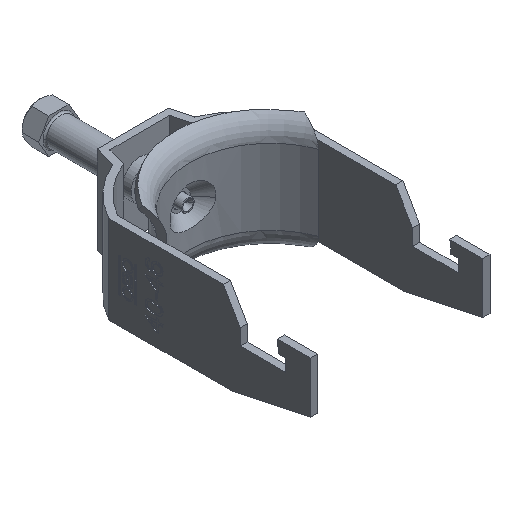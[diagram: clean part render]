
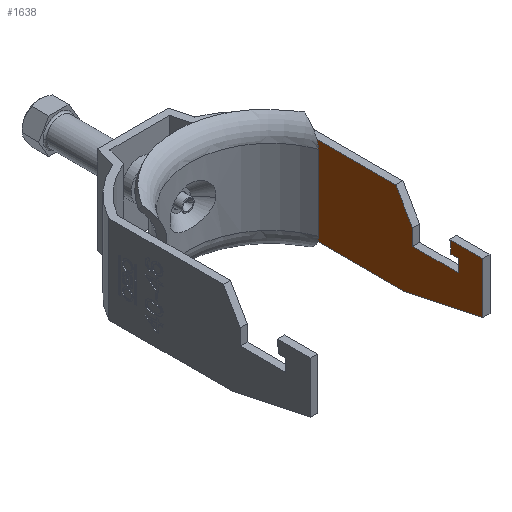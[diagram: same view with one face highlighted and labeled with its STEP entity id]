
A CAD part, isometric view. The second image highlights one B-rep face of the part: STEP entity #1638.
In plain terms, the highlighted planar face has unit normal (-1, 0, 0).
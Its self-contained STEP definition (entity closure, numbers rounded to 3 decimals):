
#85 = ORIENTED_EDGE ( 'NONE', *, *, #10400, .T. ) ;
#100 = DIRECTION ( 'NONE',  ( 0., 0., 1. ) ) ;
#122 = DIRECTION ( 'NONE',  ( 0., 0., 1. ) ) ;
#154 = VECTOR ( 'NONE', #250, 1000. ) ;
#202 = VERTEX_POINT ( 'NONE', #1452 ) ;
#225 = LINE ( 'NONE', #1078, #4162 ) ;
#250 = DIRECTION ( 'NONE',  ( 0., -0.087, -0.996 ) ) ;
#363 = CARTESIAN_POINT ( 'NONE',  ( 23.5, -68.639, -16.556 ) ) ;
#404 = DIRECTION ( 'NONE',  ( 0., -1., 0. ) ) ;
#590 = LINE ( 'NONE', #7822, #1783 ) ;
#774 = CARTESIAN_POINT ( 'NONE',  ( 23.5, -76., 6.75 ) ) ;
#780 = VERTEX_POINT ( 'NONE', #1962 ) ;
#917 = VERTEX_POINT ( 'NONE', #8006 ) ;
#986 = CARTESIAN_POINT ( 'NONE',  ( 23.5, -115., -0.25 ) ) ;
#1078 = CARTESIAN_POINT ( 'NONE',  ( 23.5, -115., 3.25 ) ) ;
#1452 = CARTESIAN_POINT ( 'NONE',  ( 23.5, -19.205, -12.5 ) ) ;
#1459 = EDGE_CURVE ( 'NONE', #780, #4337, #10660, .T. ) ;
#1596 = EDGE_CURVE ( 'NONE', #4337, #4208, #3507, .T. ) ;
#1638 = ADVANCED_FACE ( 'NONE', ( #1847 ), #9261, .T. ) ;
#1756 = LINE ( 'NONE', #9948, #2503 ) ;
#1783 = VECTOR ( 'NONE', #9685, 1000. ) ;
#1847 = FACE_OUTER_BOUND ( 'NONE', #10223, .T. ) ;
#1962 = CARTESIAN_POINT ( 'NONE',  ( 23.5, -53.761, -12.5 ) ) ;
#1965 = VERTEX_POINT ( 'NONE', #6478 ) ;
#1986 = CARTESIAN_POINT ( 'NONE',  ( 23.5, -19.205, -12.5 ) ) ;
#2483 = VECTOR ( 'NONE', #7826, 1000. ) ;
#2497 = LINE ( 'NONE', #8943, #5325 ) ;
#2503 = VECTOR ( 'NONE', #11537, 1000. ) ;
#2672 = EDGE_CURVE ( 'NONE', #5643, #3632, #9964, .T. ) ;
#2857 = CARTESIAN_POINT ( 'NONE',  ( 23.5, -76., -12.5 ) ) ;
#3307 = DIRECTION ( 'NONE',  ( 0., 0.5, 0.866 ) ) ;
#3507 = LINE ( 'NONE', #2857, #9753 ) ;
#3632 = VERTEX_POINT ( 'NONE', #6958 ) ;
#3655 = CARTESIAN_POINT ( 'NONE',  ( 23.5, -56., 4.25 ) ) ;
#3861 = ORIENTED_EDGE ( 'NONE', *, *, #5021, .F. ) ;
#3989 = VECTOR ( 'NONE', #8013, 1000. ) ;
#4121 = EDGE_CURVE ( 'NONE', #11700, #10971, #590, .T. ) ;
#4162 = VECTOR ( 'NONE', #404, 1000. ) ;
#4208 = VERTEX_POINT ( 'NONE', #774 ) ;
#4337 = VERTEX_POINT ( 'NONE', #9198 ) ;
#4411 = CARTESIAN_POINT ( 'NONE',  ( 23.5, -66.906, 3.25 ) ) ;
#4588 = DIRECTION ( 'NONE',  ( 0., 1., 0. ) ) ;
#5021 = EDGE_CURVE ( 'NONE', #202, #3632, #11278, .T. ) ;
#5325 = VECTOR ( 'NONE', #11669, 1000. ) ;
#5368 = CARTESIAN_POINT ( 'NONE',  ( 23.5, -51.237, 12.5 ) ) ;
#5458 = DIRECTION ( 'NONE',  ( 0., 1., 0. ) ) ;
#5516 = VECTOR ( 'NONE', #122, 1000. ) ;
#5643 = VERTEX_POINT ( 'NONE', #5368 ) ;
#5694 = ORIENTED_EDGE ( 'NONE', *, *, #1596, .T. ) ;
#6470 = VECTOR ( 'NONE', #3307, 1000. ) ;
#6478 = CARTESIAN_POINT ( 'NONE',  ( 23.5, -69., -0.25 ) ) ;
#6651 = VECTOR ( 'NONE', #4588, 1000. ) ;
#6663 = EDGE_CURVE ( 'NONE', #1965, #11700, #9735, .T. ) ;
#6958 = CARTESIAN_POINT ( 'NONE',  ( 23.5, -19.205, 12.5 ) ) ;
#7010 = LINE ( 'NONE', #7862, #6470 ) ;
#7158 = CARTESIAN_POINT ( 'NONE',  ( 23.5, -115., -12.5 ) ) ;
#7542 = CARTESIAN_POINT ( 'NONE',  ( 23.5, -56., -0.25 ) ) ;
#7736 = EDGE_CURVE ( 'NONE', #10971, #5643, #7010, .T. ) ;
#7822 = CARTESIAN_POINT ( 'NONE',  ( 23.5, -56., -12.5 ) ) ;
#7826 = DIRECTION ( 'NONE',  ( 0., 1., 0. ) ) ;
#7862 = CARTESIAN_POINT ( 'NONE',  ( 23.5, -78.003, -33.86 ) ) ;
#7959 = ORIENTED_EDGE ( 'NONE', *, *, #7736, .T. ) ;
#8006 = CARTESIAN_POINT ( 'NONE',  ( 23.5, -66.6, 6.75 ) ) ;
#8013 = DIRECTION ( 'NONE',  ( 0., -0.978, 0.208 ) ) ;
#8048 = DIRECTION ( 'NONE',  ( 0., 1., 0. ) ) ;
#8071 = EDGE_CURVE ( 'NONE', #917, #8990, #8446, .T. ) ;
#8095 = VECTOR ( 'NONE', #8048, 1000. ) ;
#8446 = LINE ( 'NONE', #363, #154 ) ;
#8804 = ORIENTED_EDGE ( 'NONE', *, *, #8071, .T. ) ;
#8943 = CARTESIAN_POINT ( 'NONE',  ( 23.5, -69., -12.5 ) ) ;
#8963 = ORIENTED_EDGE ( 'NONE', *, *, #9895, .F. ) ;
#8971 = ORIENTED_EDGE ( 'NONE', *, *, #9334, .T. ) ;
#8974 = VERTEX_POINT ( 'NONE', #11711 ) ;
#8990 = VERTEX_POINT ( 'NONE', #4411 ) ;
#9177 = AXIS2_PLACEMENT_3D ( 'NONE', #7158, #10835, #5458 ) ;
#9198 = CARTESIAN_POINT ( 'NONE',  ( 23.5, -76., -7.773 ) ) ;
#9261 = PLANE ( 'NONE',  #9177 ) ;
#9334 = EDGE_CURVE ( 'NONE', #8990, #8974, #225, .T. ) ;
#9582 = CARTESIAN_POINT ( 'NONE',  ( 23.5, -115., -12.5 ) ) ;
#9685 = DIRECTION ( 'NONE',  ( 0., 0., 1. ) ) ;
#9735 = LINE ( 'NONE', #986, #6651 ) ;
#9753 = VECTOR ( 'NONE', #100, 1000. ) ;
#9871 = CARTESIAN_POINT ( 'NONE',  ( 23.5, -112.353, -0.046 ) ) ;
#9895 = EDGE_CURVE ( 'NONE', #780, #202, #11626, .T. ) ;
#9948 = CARTESIAN_POINT ( 'NONE',  ( 23.5, -115., 6.75 ) ) ;
#9964 = LINE ( 'NONE', #11834, #8095 ) ;
#10027 = ORIENTED_EDGE ( 'NONE', *, *, #2672, .T. ) ;
#10223 = EDGE_LOOP ( 'NONE', ( #8963, #11333, #5694, #10980, #8804, #8971, #85, #11132, #11015, #7959, #10027, #3861 ) ) ;
#10400 = EDGE_CURVE ( 'NONE', #8974, #1965, #2497, .T. ) ;
#10660 = LINE ( 'NONE', #9871, #3989 ) ;
#10835 = DIRECTION ( 'NONE',  ( -1., 0., 0. ) ) ;
#10971 = VERTEX_POINT ( 'NONE', #3655 ) ;
#10980 = ORIENTED_EDGE ( 'NONE', *, *, #11335, .T. ) ;
#11015 = ORIENTED_EDGE ( 'NONE', *, *, #4121, .T. ) ;
#11132 = ORIENTED_EDGE ( 'NONE', *, *, #6663, .T. ) ;
#11278 = LINE ( 'NONE', #1986, #5516 ) ;
#11333 = ORIENTED_EDGE ( 'NONE', *, *, #1459, .T. ) ;
#11335 = EDGE_CURVE ( 'NONE', #4208, #917, #1756, .T. ) ;
#11537 = DIRECTION ( 'NONE',  ( 0., 1., 0. ) ) ;
#11626 = LINE ( 'NONE', #9582, #2483 ) ;
#11669 = DIRECTION ( 'NONE',  ( 0., 0., -1. ) ) ;
#11700 = VERTEX_POINT ( 'NONE', #7542 ) ;
#11711 = CARTESIAN_POINT ( 'NONE',  ( 23.5, -69., 3.25 ) ) ;
#11834 = CARTESIAN_POINT ( 'NONE',  ( 23.5, -115., 12.5 ) ) ;
